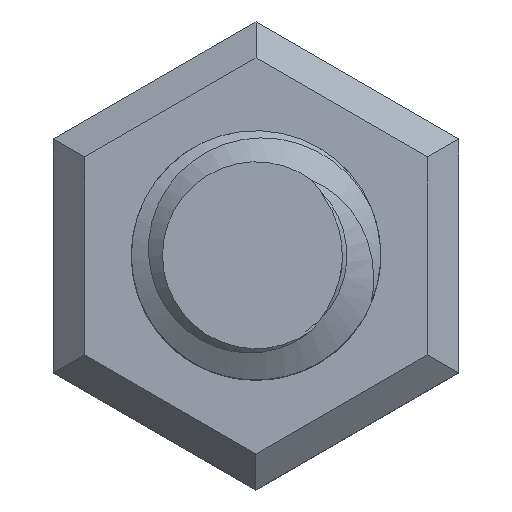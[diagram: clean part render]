
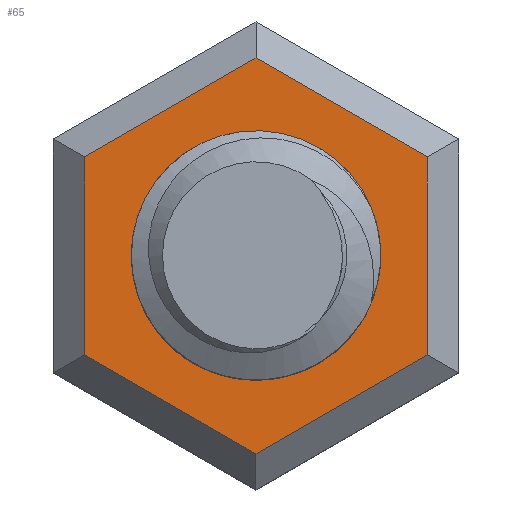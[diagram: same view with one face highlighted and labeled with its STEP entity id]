
A CAD part, top view. The second image highlights one B-rep face of the part: STEP entity #65.
In plain terms, the highlighted planar face has unit normal (0, 0, 1).
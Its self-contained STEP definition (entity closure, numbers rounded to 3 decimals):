
#65=ADVANCED_FACE('',(#156,#158),#160,.T.);
#156=FACE_BOUND('',#157,.T.);
#157=EDGE_LOOP('',(#3928,#3929,#3930,#3931,#3932,#3933));
#158=FACE_BOUND('',#159,.T.);
#159=EDGE_LOOP('',(#3934));
#160=PLANE('',#161);
#161=AXIS2_PLACEMENT_3D('',#162,#163,#164);
#162=CARTESIAN_POINT('',(0.,0.,6.));
#163=DIRECTION('',(0.,0.,1.));
#164=DIRECTION('',(-1.,0.,0.));
#3928=ORIENTED_EDGE('',*,*,#4068,.T.);
#3929=ORIENTED_EDGE('',*,*,#4069,.T.);
#3930=ORIENTED_EDGE('',*,*,#4070,.T.);
#3931=ORIENTED_EDGE('',*,*,#4071,.T.);
#3932=ORIENTED_EDGE('',*,*,#4072,.T.);
#3933=ORIENTED_EDGE('',*,*,#4073,.T.);
#3934=ORIENTED_EDGE('',*,*,#4074,.F.);
#4068=EDGE_CURVE('',#4144,#4145,#4146,.T.);
#4069=EDGE_CURVE('',#4145,#4147,#4148,.T.);
#4070=EDGE_CURVE('',#4147,#4149,#4150,.T.);
#4071=EDGE_CURVE('',#4149,#4151,#4152,.T.);
#4072=EDGE_CURVE('',#4151,#4153,#4154,.T.);
#4073=EDGE_CURVE('',#4153,#4144,#4155,.T.);
#4074=EDGE_CURVE('',#4156,#4156,#4157,.T.);
#4144=VERTEX_POINT('',#4274);
#4145=VERTEX_POINT('',#4275);
#4146=LINE('',#4276,#4277);
#4147=VERTEX_POINT('',#4279);
#4148=LINE('',#4280,#4281);
#4149=VERTEX_POINT('',#4283);
#4150=LINE('',#4284,#4285);
#4151=VERTEX_POINT('',#4287);
#4152=LINE('',#4288,#4289);
#4153=VERTEX_POINT('',#4291);
#4154=LINE('',#4292,#4293);
#4155=LINE('',#4295,#4296);
#4156=VERTEX_POINT('',#4298);
#4157=CIRCLE('',#4299,4.);
#4274=CARTESIAN_POINT('',(0.,-6.351,6.));
#4275=CARTESIAN_POINT('',(5.5,-3.175,6.));
#4276=CARTESIAN_POINT('',(0.,-6.351,6.));
#4277=VECTOR('',#4278,1.);
#4278=DIRECTION('',(0.866,0.5,0.));
#4279=CARTESIAN_POINT('',(5.5,3.175,6.));
#4280=CARTESIAN_POINT('',(5.5,-3.175,6.));
#4281=VECTOR('',#4282,1.);
#4282=DIRECTION('',(0.,1.,0.));
#4283=CARTESIAN_POINT('',(0.,6.351,6.));
#4284=CARTESIAN_POINT('',(5.5,3.175,6.));
#4285=VECTOR('',#4286,1.);
#4286=DIRECTION('',(-0.866,0.5,0.));
#4287=CARTESIAN_POINT('',(-5.5,3.175,6.));
#4288=CARTESIAN_POINT('',(0.,6.351,6.));
#4289=VECTOR('',#4290,1.);
#4290=DIRECTION('',(-0.866,-0.5,0.));
#4291=CARTESIAN_POINT('',(-5.5,-3.175,6.));
#4292=CARTESIAN_POINT('',(-5.5,3.175,6.));
#4293=VECTOR('',#4294,1.);
#4294=DIRECTION('',(0.,-1.,0.));
#4295=CARTESIAN_POINT('',(-5.5,-3.175,6.));
#4296=VECTOR('',#4297,1.);
#4297=DIRECTION('',(0.866,-0.5,0.));
#4298=CARTESIAN_POINT('',(0.,-4.,6.));
#4299=AXIS2_PLACEMENT_3D('',#4300,#4301,#4302);
#4300=CARTESIAN_POINT('',(0.,0.,6.));
#4301=DIRECTION('',(0.,0.,1.));
#4302=DIRECTION('',(0.,-1.,0.));
